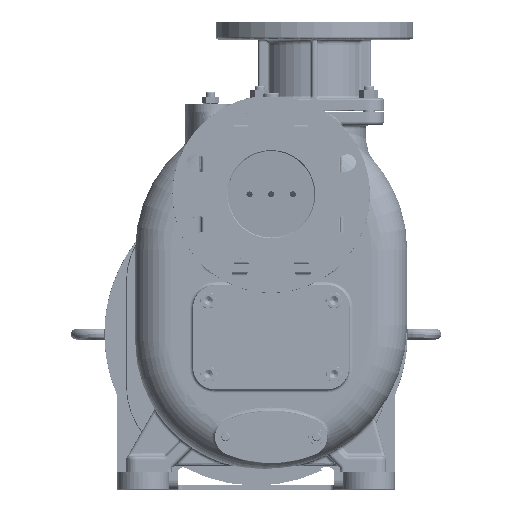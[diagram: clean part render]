
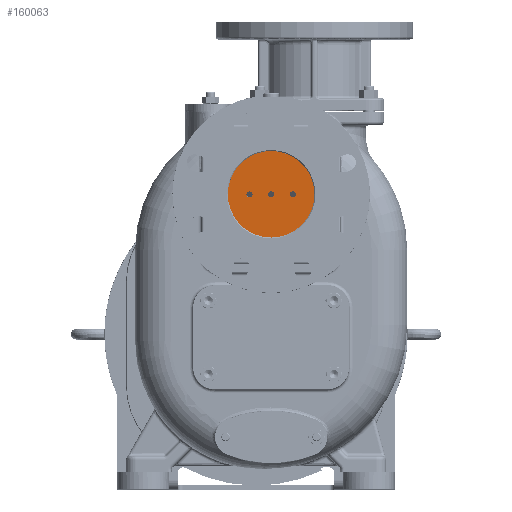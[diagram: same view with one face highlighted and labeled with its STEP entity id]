
A CAD part, top view. The second image highlights one B-rep face of the part: STEP entity #160063.
In plain terms, the highlighted planar face has unit normal (0, -0.07, 0.998).
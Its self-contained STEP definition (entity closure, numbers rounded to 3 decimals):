
#33198=CARTESIAN_POINT('',(-40.491,317.005,
118.629));
#33200=CARTESIAN_POINT('',(75.491,317.005,118.629));
#33222=CARTESIAN_POINT('',(-32.467,316.179,
118.572));
#33223=CARTESIAN_POINT('',(-32.506,317.257,
118.647));
#33224=CARTESIAN_POINT('',(-32.513,319.345,
118.793));
#33225=CARTESIAN_POINT('',(-32.286,323.288,
119.069));
#33226=CARTESIAN_POINT('',(-31.617,327.847,
119.387));
#33227=CARTESIAN_POINT('',(-30.331,332.853,
119.738));
#33228=CARTESIAN_POINT('',(-28.638,337.468,
120.06));
#33229=CARTESIAN_POINT('',(-26.588,341.738,
120.359));
#33230=CARTESIAN_POINT('',(-24.212,345.696,
120.636));
#33231=CARTESIAN_POINT('',(-21.531,349.359,
120.892));
#33232=CARTESIAN_POINT('',(-18.554,352.739,
121.128));
#33233=CARTESIAN_POINT('',(-15.287,355.839,
121.345));
#33234=CARTESIAN_POINT('',(-11.725,358.656,
121.542));
#33235=CARTESIAN_POINT('',(-7.857,361.178,
121.718));
#33236=CARTESIAN_POINT('',(-3.663,363.386,
121.873));
#33237=CARTESIAN_POINT('',(0.89,365.25,
122.003));
#33238=CARTESIAN_POINT('',(5.85,366.721,122.106));
#33239=CARTESIAN_POINT('',(10.388,367.558,122.164));
#33240=CARTESIAN_POINT('',(14.328,367.93,122.19));
#33241=CARTESIAN_POINT('',(16.418,368.,122.195));
#33242=CARTESIAN_POINT('',(17.5,368.,122.195));
#33244=CARTESIAN_POINT('',(17.5,368.,122.195));
#33245=CARTESIAN_POINT('',(18.582,368.,122.195));
#33246=CARTESIAN_POINT('',(20.672,367.93,122.19));
#33247=CARTESIAN_POINT('',(24.612,367.558,122.164));
#33248=CARTESIAN_POINT('',(29.15,366.721,122.106));
#33249=CARTESIAN_POINT('',(34.11,365.25,122.003));
#33250=CARTESIAN_POINT('',(38.663,363.386,121.873));
#33251=CARTESIAN_POINT('',(42.857,361.178,121.718));
#33252=CARTESIAN_POINT('',(46.725,358.656,121.542));
#33253=CARTESIAN_POINT('',(50.287,355.839,121.345));
#33254=CARTESIAN_POINT('',(53.554,352.739,121.128));
#33255=CARTESIAN_POINT('',(56.531,349.359,120.892));
#33256=CARTESIAN_POINT('',(59.212,345.696,120.636));
#33257=CARTESIAN_POINT('',(61.588,341.738,120.359));
#33258=CARTESIAN_POINT('',(63.638,337.468,120.06));
#33259=CARTESIAN_POINT('',(65.331,332.853,119.738));
#33260=CARTESIAN_POINT('',(66.617,327.847,119.387));
#33261=CARTESIAN_POINT('',(67.286,323.288,119.069));
#33262=CARTESIAN_POINT('',(67.513,319.345,118.793));
#33263=CARTESIAN_POINT('',(67.506,317.257,118.647));
#33264=CARTESIAN_POINT('',(67.467,316.179,118.572));
#33266=DIRECTION('',(-1.,0.,0.));
#33267=VECTOR('',#33266,8.005);
#33268=CARTESIAN_POINT('',(75.471,316.179,118.572));
#33269=LINE('',#33268,#33267);
#33270=CARTESIAN_POINT('',(75.471,316.179,118.572));
#33271=CARTESIAN_POINT('',(75.48,316.454,118.591));
#33272=CARTESIAN_POINT('',(75.487,316.73,118.61));
#33273=CARTESIAN_POINT('',(75.491,317.005,118.629));
#33275=CARTESIAN_POINT('',(17.5,316.012,118.56));
#33276=DIRECTION('',(0.,-0.07,0.998));
#33277=DIRECTION('',(-1.,0.017,0.001));
#33278=AXIS2_PLACEMENT_3D('',#33275,#33276,#33277);
#33280=CARTESIAN_POINT('',(-40.491,317.005,
118.629));
#33281=CARTESIAN_POINT('',(-40.487,316.73,
118.61));
#33282=CARTESIAN_POINT('',(-40.48,316.454,
118.591));
#33283=CARTESIAN_POINT('',(-40.471,316.179,
118.572));
#33285=DIRECTION('',(-1.,0.,0.));
#33286=VECTOR('',#33285,8.005);
#33287=CARTESIAN_POINT('',(-32.467,316.179,
118.572));
#33288=LINE('',#33287,#33286);
#33289=CARTESIAN_POINT('',(17.5,318.007,118.699));
#33290=DIRECTION('',(0.,0.07,-0.998));
#33291=DIRECTION('',(1.,0.,0.));
#33292=AXIS2_PLACEMENT_3D('',#33289,#33290,#33291);
#33294=CARTESIAN_POINT('',(17.5,318.007,118.699));
#33295=DIRECTION('',(0.,0.07,-0.998));
#33296=DIRECTION('',(-1.,0.,0.));
#33297=AXIS2_PLACEMENT_3D('',#33294,#33295,#33296);
#33299=CARTESIAN_POINT('',(-7.5,318.007,118.699));
#33300=DIRECTION('',(0.,-0.07,0.998));
#33301=DIRECTION('',(1.,0.,0.));
#33302=AXIS2_PLACEMENT_3D('',#33299,#33300,#33301);
#33304=CARTESIAN_POINT('',(-7.5,318.007,118.699));
#33305=DIRECTION('',(0.,-0.07,0.998));
#33306=DIRECTION('',(-1.,0.,0.));
#33307=AXIS2_PLACEMENT_3D('',#33304,#33305,#33306);
#33309=CARTESIAN_POINT('',(42.5,318.007,118.699));
#33310=DIRECTION('',(0.,-0.07,0.998));
#33311=DIRECTION('',(1.,0.,0.));
#33312=AXIS2_PLACEMENT_3D('',#33309,#33310,#33311);
#33314=CARTESIAN_POINT('',(42.5,318.007,118.699));
#33315=DIRECTION('',(0.,-0.07,0.998));
#33316=DIRECTION('',(-1.,0.,0.));
#33317=AXIS2_PLACEMENT_3D('',#33314,#33315,#33316);
#105824=CARTESIAN_POINT('',(21.,318.007,118.699));
#105825=CARTESIAN_POINT('',(14.,318.007,118.699));
#105826=VERTEX_POINT('',#105824);
#105827=VERTEX_POINT('',#105825);
#105840=CARTESIAN_POINT('',(-4.,318.007,118.699));
#105841=CARTESIAN_POINT('',(-11.,318.007,118.699));
#105842=VERTEX_POINT('',#105840);
#105843=VERTEX_POINT('',#105841);
#105844=CARTESIAN_POINT('',(46.,318.007,118.699));
#105845=CARTESIAN_POINT('',(39.,318.007,118.699));
#105846=VERTEX_POINT('',#105844);
#105847=VERTEX_POINT('',#105845);
#106490=VERTEX_POINT('',#33198);
#106491=VERTEX_POINT('',#33200);
#106499=VERTEX_POINT('',#33222);
#106500=VERTEX_POINT('',#33242);
#106501=VERTEX_POINT('',#33264);
#106503=VERTEX_POINT('',#33283);
#106504=VERTEX_POINT('',#33270);
#160026=CARTESIAN_POINT('',(17.5,318.007,118.699));
#160027=DIRECTION('',(0.,-0.07,0.998));
#160028=DIRECTION('',(-1.,0.,0.));
#160029=AXIS2_PLACEMENT_3D('',#160026,#160027,#160028);
#160030=PLANE('',#160029);
#160032=ORIENTED_EDGE('',*,*,#160031,.T.);
#160034=ORIENTED_EDGE('',*,*,#160033,.T.);
#160036=ORIENTED_EDGE('',*,*,#160035,.F.);
#160038=ORIENTED_EDGE('',*,*,#160037,.T.);
#160039=ORIENTED_EDGE('',*,*,#160013,.F.);
#160040=ORIENTED_EDGE('',*,*,#160002,.T.);
#160042=ORIENTED_EDGE('',*,*,#160041,.F.);
#160043=EDGE_LOOP('',(#160032,#160034,#160036,#160038,#160039,#160040,#160042));
#160044=FACE_OUTER_BOUND('',#160043,.F.);
#160046=ORIENTED_EDGE('',*,*,#160045,.F.);
#160048=ORIENTED_EDGE('',*,*,#160047,.F.);
#160049=EDGE_LOOP('',(#160046,#160048));
#160050=FACE_BOUND('',#160049,.F.);
#160052=ORIENTED_EDGE('',*,*,#160051,.T.);
#160054=ORIENTED_EDGE('',*,*,#160053,.T.);
#160055=EDGE_LOOP('',(#160052,#160054));
#160056=FACE_BOUND('',#160055,.F.);
#160058=ORIENTED_EDGE('',*,*,#160057,.T.);
#160060=ORIENTED_EDGE('',*,*,#160059,.T.);
#160061=EDGE_LOOP('',(#160058,#160060));
#160062=FACE_BOUND('',#160061,.F.);
#160063=ADVANCED_FACE('',(#160044,#160050,#160056,#160062),#160030,.T.);
#33243=B_SPLINE_CURVE_WITH_KNOTS('',3,(#33222,#33223,#33224,#33225,#33226,
#33227,#33228,#33229,#33230,#33231,#33232,#33233,#33234,#33235,#33236,#33237,
#33238,#33239,#33240,#33241,#33242),.UNSPECIFIED.,.F.,.F.,(4,1,1,1,1,1,1,1,1,1,
1,1,1,1,1,1,1,1,4),(0.,0.031,0.063,0.125,0.188,0.25,0.313,
0.375,0.438,0.5,0.563,0.625,0.688,0.75,0.813,0.875,
0.938,0.969,1.),.UNSPECIFIED.);
#33265=B_SPLINE_CURVE_WITH_KNOTS('',3,(#33244,#33245,#33246,#33247,#33248,
#33249,#33250,#33251,#33252,#33253,#33254,#33255,#33256,#33257,#33258,#33259,
#33260,#33261,#33262,#33263,#33264),.UNSPECIFIED.,.F.,.F.,(4,1,1,1,1,1,1,1,1,1,
1,1,1,1,1,1,1,1,4),(0.,0.031,0.063,0.125,0.188,0.25,0.313,
0.375,0.438,0.5,0.563,0.625,0.688,0.75,0.813,0.875,
0.938,0.969,1.),.UNSPECIFIED.);
#33274=B_SPLINE_CURVE_WITH_KNOTS('',3,(#33270,#33271,#33272,#33273),
.UNSPECIFIED.,.F.,.F.,(4,4),(0.,1.),.UNSPECIFIED.);
#33279=CIRCLE('',#33278,58.);
#33284=B_SPLINE_CURVE_WITH_KNOTS('',3,(#33280,#33281,#33282,#33283),
.UNSPECIFIED.,.F.,.F.,(4,4),(0.,1.),.UNSPECIFIED.);
#33293=CIRCLE('',#33292,3.5);
#33298=CIRCLE('',#33297,3.5);
#33303=CIRCLE('',#33302,3.5);
#33308=CIRCLE('',#33307,3.5);
#33313=CIRCLE('',#33312,3.5);
#33318=CIRCLE('',#33317,3.5);
#160002=EDGE_CURVE('',#106490,#106503,#33284,.T.);
#160013=EDGE_CURVE('',#106490,#106491,#33279,.T.);
#160031=EDGE_CURVE('',#106499,#106500,#33243,.T.);
#160033=EDGE_CURVE('',#106500,#106501,#33265,.T.);
#160035=EDGE_CURVE('',#106504,#106501,#33269,.T.);
#160037=EDGE_CURVE('',#106504,#106491,#33274,.T.);
#160041=EDGE_CURVE('',#106499,#106503,#33288,.T.);
#160045=EDGE_CURVE('',#105826,#105827,#33293,.T.);
#160047=EDGE_CURVE('',#105827,#105826,#33298,.T.);
#160051=EDGE_CURVE('',#105842,#105843,#33303,.T.);
#160053=EDGE_CURVE('',#105843,#105842,#33308,.T.);
#160057=EDGE_CURVE('',#105846,#105847,#33313,.T.);
#160059=EDGE_CURVE('',#105847,#105846,#33318,.T.);
